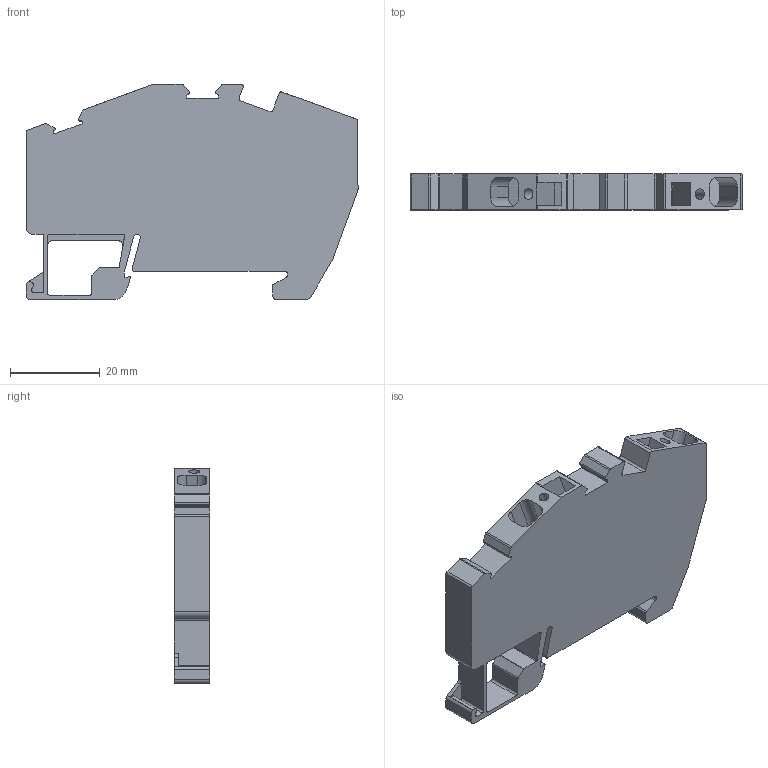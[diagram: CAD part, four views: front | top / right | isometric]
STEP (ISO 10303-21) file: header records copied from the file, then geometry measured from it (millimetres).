
FILE_DESCRIPTION( ( 'Unknown' ), '1' );
FILE_NAME( 'AGT6.stp', 'Unknown', ( 'Unknown' ), ( 'Unknown' ), 'PSStep 14.0', 'Unknown', ' ' );
FILE_SCHEMA( ( 'AUTOMOTIVE_DESIGN { 1 0 10303 214 1 1 1 1 }' ) );
Length unit declared in the file: millimetre
Products named in the file (1): 1
Bounding box: 74 x 8 x 48 mm (x, y, z)
Volume: 19759.6 mm3; surface area: 9277.6 mm2
Topology: 1 solids, 1 shells, 148 faces, 423 edges, 282 vertices
Faces by surface type: plane 80, cylinder 57, extrusion 11
Entity records: 6095 total; most frequent: DIRECTION 867, CARTESIAN_POINT 853, ORIENTED_EDGE 844, EDGE_CURVE 422, VECTOR 297, LINE 286, AXIS2_PLACEMENT_3D 285, VERTEX_POINT 282
